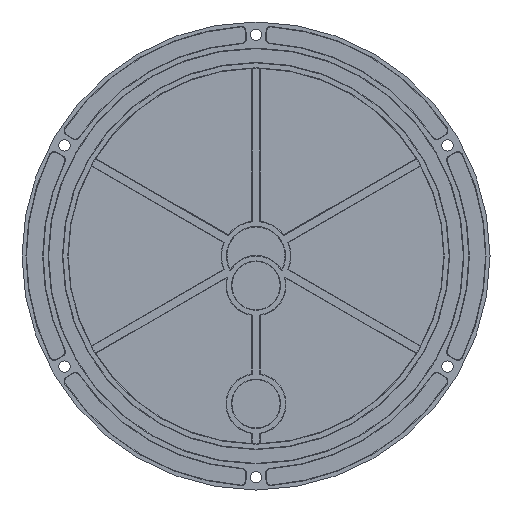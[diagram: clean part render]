
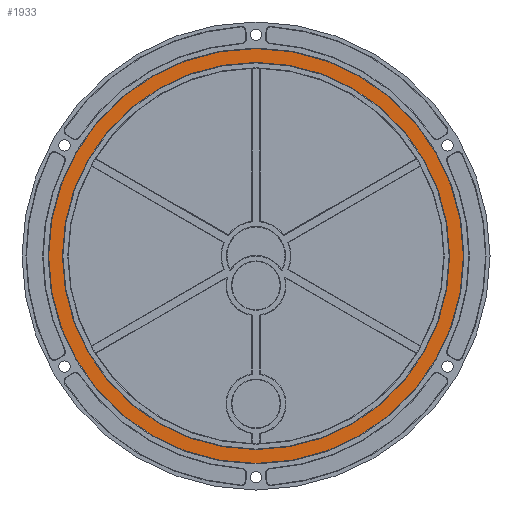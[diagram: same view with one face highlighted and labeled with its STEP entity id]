
A CAD part, front view. The second image highlights one B-rep face of the part: STEP entity #1933.
In plain terms, the highlighted planar face has unit normal (0, -1, 0).
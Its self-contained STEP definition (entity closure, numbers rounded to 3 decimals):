
#616 = DIRECTION ( 'NONE',  ( 0., 0., -1. ) ) ;
#944 = DIRECTION ( 'NONE',  ( 0., 1., 0. ) ) ;
#1181 = CARTESIAN_POINT ( 'NONE',  ( 0., -8., -210.5 ) ) ;
#1933 = ADVANCED_FACE ( 'NONE', ( #6577, #4640 ), #2723, .T. ) ;
#2114 = EDGE_CURVE ( 'NONE', #3655, #3655, #5889, .T. ) ;
#2220 = AXIS2_PLACEMENT_3D ( 'NONE', #3493, #4956, #616 ) ;
#2696 = CIRCLE ( 'NONE', #9178, 196.5 ) ;
#2723 = PLANE ( 'NONE',  #2220 ) ;
#3493 = CARTESIAN_POINT ( 'NONE',  ( 0., -8., -522.641 ) ) ;
#3655 = VERTEX_POINT ( 'NONE', #1181 ) ;
#4326 = CARTESIAN_POINT ( 'NONE',  ( 0., -8., 0. ) ) ;
#4458 = EDGE_LOOP ( 'NONE', ( #4892 ) ) ;
#4640 = FACE_BOUND ( 'NONE', #4458, .T. ) ;
#4892 = ORIENTED_EDGE ( 'NONE', *, *, #6348, .T. ) ;
#4956 = DIRECTION ( 'NONE',  ( 0., -1., 0. ) ) ;
#5063 = DIRECTION ( 'NONE',  ( 0., 0., -1. ) ) ;
#5289 = CARTESIAN_POINT ( 'NONE',  ( 0., -8., 0. ) ) ;
#5380 = ORIENTED_EDGE ( 'NONE', *, *, #2114, .T. ) ;
#5566 = CARTESIAN_POINT ( 'NONE',  ( 0., -8., -196.5 ) ) ;
#5889 = CIRCLE ( 'NONE', #6595, 210.5 ) ;
#6019 = DIRECTION ( 'NONE',  ( 0., 0., -1. ) ) ;
#6348 = EDGE_CURVE ( 'NONE', #8748, #8748, #2696, .T. ) ;
#6577 = FACE_OUTER_BOUND ( 'NONE', #7890, .T. ) ;
#6595 = AXIS2_PLACEMENT_3D ( 'NONE', #4326, #9404, #5063 ) ;
#7890 = EDGE_LOOP ( 'NONE', ( #5380 ) ) ;
#8748 = VERTEX_POINT ( 'NONE', #5566 ) ;
#9178 = AXIS2_PLACEMENT_3D ( 'NONE', #5289, #944, #6019 ) ;
#9404 = DIRECTION ( 'NONE',  ( 0., -1., 0. ) ) ;
